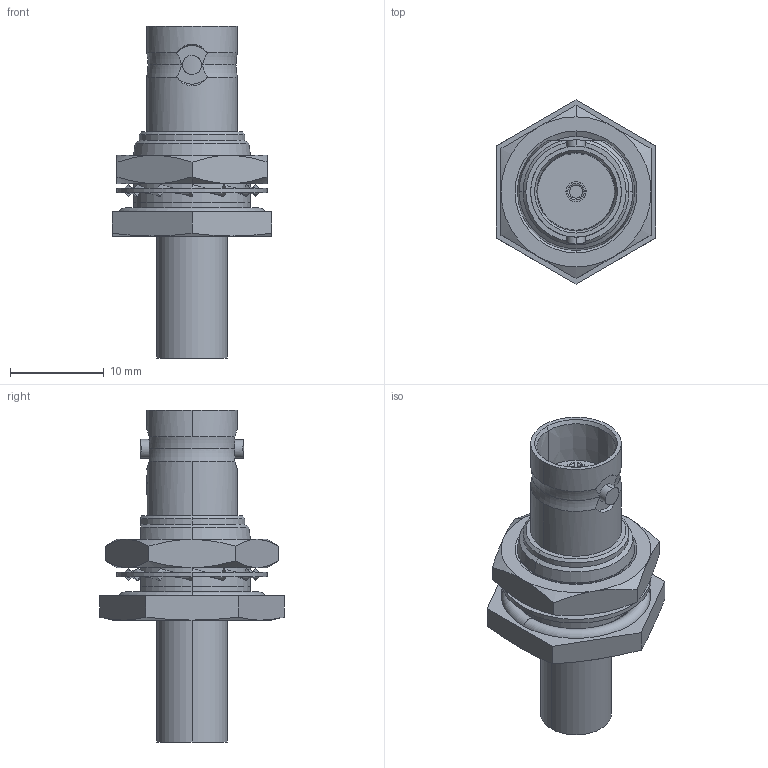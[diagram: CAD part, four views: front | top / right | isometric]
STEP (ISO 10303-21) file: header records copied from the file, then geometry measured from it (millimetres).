
FILE_DESCRIPTION (( 'STEP AP214' ), '1' );
FILE_NAME ('J01003A1361.STEP', '2019-07-03T14:11:57', ( '' ), ( '' ), 'SwSTEP 2.0', 'SolidWorks 2018', '' );
FILE_SCHEMA (( 'AUTOMOTIVE_DESIGN' ));
Length unit declared in the file: millimetre
Products named in the file (1): J01003A1361
Bounding box: 17 x 19.63 x 35.4 mm (x, y, z)
Volume: 2748.6 mm3; surface area: 2848.2 mm2
Topology: 3 solids, 3 shells, 246 faces, 614 edges, 391 vertices
Faces by surface type: plane 92, cylinder 56, cone 46, bspline 36, torus 16
Entity records: 10786 total; most frequent: CARTESIAN_POINT 2503, ORIENTED_EDGE 1228, DIRECTION 1043, EDGE_CURVE 614, VERTEX_POINT 391, AXIS2_PLACEMENT_3D 381, VECTOR 281, LINE 281
